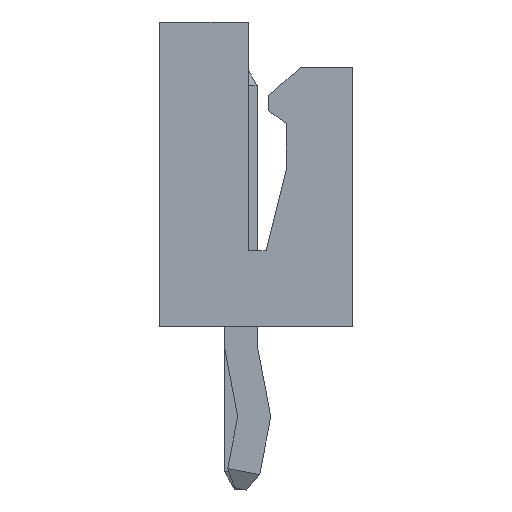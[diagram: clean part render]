
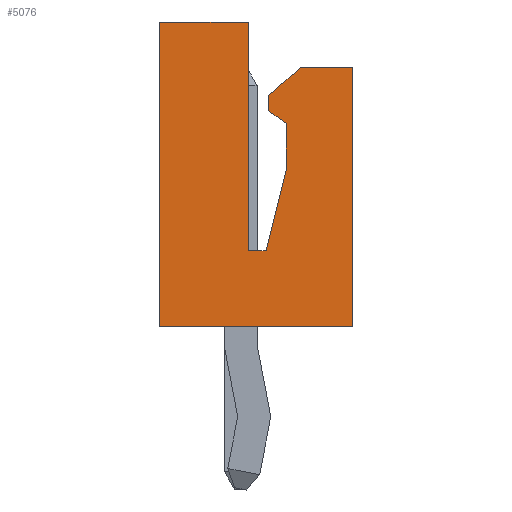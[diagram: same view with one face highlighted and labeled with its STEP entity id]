
A CAD part, left-side view. The second image highlights one B-rep face of the part: STEP entity #5076.
In plain terms, the highlighted planar face has unit normal (-1, 0, 0).
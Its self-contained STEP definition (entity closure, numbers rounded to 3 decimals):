
#379=ORIENTED_EDGE('',*,*,#1280,.F.);
#380=ORIENTED_EDGE('',*,*,#1277,.T.);
#381=ORIENTED_EDGE('',*,*,#1281,.F.);
#382=ORIENTED_EDGE('',*,*,#1247,.F.);
#383=ORIENTED_EDGE('',*,*,#1271,.T.);
#384=ORIENTED_EDGE('',*,*,#1282,.F.);
#385=ORIENTED_EDGE('',*,*,#1283,.F.);
#386=ORIENTED_EDGE('',*,*,#1284,.F.);
#387=ORIENTED_EDGE('',*,*,#1285,.F.);
#388=ORIENTED_EDGE('',*,*,#1286,.F.);
#389=ORIENTED_EDGE('',*,*,#1287,.F.);
#390=ORIENTED_EDGE('',*,*,#1288,.F.);
#1247=EDGE_CURVE('',#1706,#1707,#2076,.T.);
#1271=EDGE_CURVE('',#1706,#1729,#2100,.T.);
#1277=EDGE_CURVE('',#1736,#1735,#2106,.T.);
#1280=EDGE_CURVE('',#1736,#1738,#2109,.T.);
#1281=EDGE_CURVE('',#1707,#1735,#2110,.T.);
#1282=EDGE_CURVE('',#1739,#1729,#2111,.T.);
#1283=EDGE_CURVE('',#1740,#1739,#2112,.T.);
#1284=EDGE_CURVE('',#1741,#1740,#2113,.T.);
#1285=EDGE_CURVE('',#1742,#1741,#2114,.T.);
#1286=EDGE_CURVE('',#1743,#1742,#2115,.T.);
#1287=EDGE_CURVE('',#1744,#1743,#2116,.T.);
#1288=EDGE_CURVE('',#1738,#1744,#2117,.T.);
#1706=VERTEX_POINT('',#6739);
#1707=VERTEX_POINT('',#6741);
#1729=VERTEX_POINT('',#6787);
#1735=VERTEX_POINT('',#6800);
#1736=VERTEX_POINT('',#6802);
#1738=VERTEX_POINT('',#6808);
#1739=VERTEX_POINT('',#6811);
#1740=VERTEX_POINT('',#6813);
#1741=VERTEX_POINT('',#6815);
#1742=VERTEX_POINT('',#6817);
#1743=VERTEX_POINT('',#6819);
#1744=VERTEX_POINT('',#6821);
#2076=LINE('',#6740,#2575);
#2100=LINE('',#6788,#2599);
#2106=LINE('',#6801,#2605);
#2109=LINE('',#6807,#2608);
#2110=LINE('',#6809,#2609);
#2111=LINE('',#6810,#2610);
#2112=LINE('',#6812,#2611);
#2113=LINE('',#6814,#2612);
#2114=LINE('',#6816,#2613);
#2115=LINE('',#6818,#2614);
#2116=LINE('',#6820,#2615);
#2117=LINE('',#6822,#2616);
#2575=VECTOR('',#5763,1000.);
#2599=VECTOR('',#5789,1000.);
#2605=VECTOR('',#5797,1000.);
#2608=VECTOR('',#5802,1000.);
#2609=VECTOR('',#5803,1000.);
#2610=VECTOR('',#5804,1000.);
#2611=VECTOR('',#5805,1000.);
#2612=VECTOR('',#5806,1000.);
#2613=VECTOR('',#5807,1000.);
#2614=VECTOR('',#5808,1000.);
#2615=VECTOR('',#5809,1000.);
#2616=VECTOR('',#5810,1000.);
#2992=EDGE_LOOP('',(#379,#380,#381,#382,#383,#384,#385,#386,#387,#388,#389,
#390));
#3209=FACE_BOUND('',#2992,.T.);
#3418=PLANE('',#5311);
#5076=ADVANCED_FACE('',(#3209),#3418,.T.);
#5311=AXIS2_PLACEMENT_3D('',#6806,#5800,#5801);
#5763=DIRECTION('',(0.,1.,0.));
#5789=DIRECTION('',(0.,0.,1.));
#5797=DIRECTION('',(0.,1.,0.));
#5800=DIRECTION('',(-1.,0.,0.));
#5801=DIRECTION('',(0.,0.,1.));
#5802=DIRECTION('',(0.,0.,-1.));
#5803=DIRECTION('',(0.,0.,1.));
#5804=DIRECTION('',(0.,-1.,0.));
#5805=DIRECTION('',(0.,-0.748,0.664));
#5806=DIRECTION('',(0.,0.,1.));
#5807=DIRECTION('',(0.,0.814,0.581));
#5808=DIRECTION('',(0.,0.,1.));
#5809=DIRECTION('',(0.,-0.243,0.97));
#5810=DIRECTION('',(0.,-1.,0.));
#6739=CARTESIAN_POINT('',(-7.5,-1.9,-3.));
#6740=CARTESIAN_POINT('',(-7.5,-1.9,-3.));
#6741=CARTESIAN_POINT('',(-7.5,1.9,-3.));
#6787=CARTESIAN_POINT('',(-7.5,-1.9,2.1));
#6788=CARTESIAN_POINT('',(-7.5,-1.9,-3.));
#6800=CARTESIAN_POINT('',(-7.5,1.9,3.));
#6801=CARTESIAN_POINT('',(-7.5,-1.9,3.));
#6802=CARTESIAN_POINT('',(-7.5,0.15,3.));
#6806=CARTESIAN_POINT('',(-7.5,-1.9,-3.));
#6807=CARTESIAN_POINT('',(-7.5,0.15,-1.5));
#6808=CARTESIAN_POINT('',(-7.5,0.15,-1.5));
#6809=CARTESIAN_POINT('',(-7.5,1.9,-3.));
#6810=CARTESIAN_POINT('',(-7.5,-0.87,2.1));
#6811=CARTESIAN_POINT('',(-7.5,-0.87,2.1));
#6812=CARTESIAN_POINT('',(-7.5,-0.25,1.55));
#6813=CARTESIAN_POINT('',(-7.5,-0.25,1.55));
#6814=CARTESIAN_POINT('',(-7.5,-0.25,1.55));
#6815=CARTESIAN_POINT('',(-7.5,-0.25,1.25));
#6816=CARTESIAN_POINT('',(-7.5,-0.25,1.25));
#6817=CARTESIAN_POINT('',(-7.5,-0.6,1.));
#6818=CARTESIAN_POINT('',(-7.5,-0.6,1.));
#6819=CARTESIAN_POINT('',(-7.5,-0.6,0.1));
#6820=CARTESIAN_POINT('',(-7.5,-0.2,-1.5));
#6821=CARTESIAN_POINT('',(-7.5,-0.2,-1.5));
#6822=CARTESIAN_POINT('',(-7.5,0.15,-1.5));
